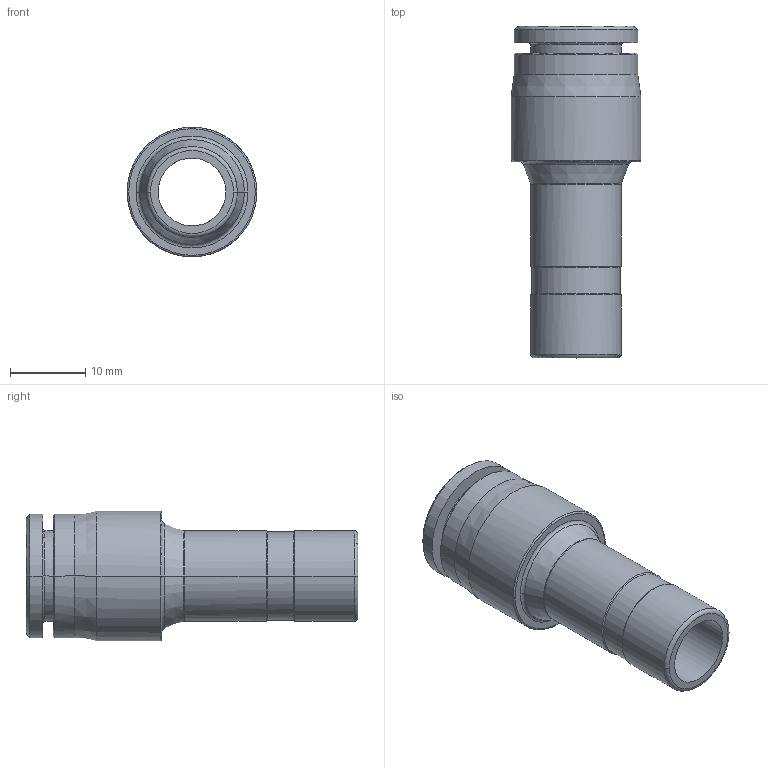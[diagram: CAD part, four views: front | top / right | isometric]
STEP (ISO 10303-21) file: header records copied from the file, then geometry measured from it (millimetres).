
FILE_DESCRIPTION(('CATIA V5 STEP Exchange'),'2;1');
FILE_NAME('PN300B-12-10.stp','2018-04-14T17:45:14+00:00',('none'),('none'),'CATIA Version 5 Release 21 GA (IN-10)','CATIA V5 STEP AP203','none');
FILE_SCHEMA(('CONFIG_CONTROL_DESIGN'));
Length unit declared in the file: millimetre
Products named in the file (1): PN300B-12-10
Bounding box: 17.2 x 44 x 17.2 mm (x, y, z)
Volume: 3689.6 mm3; surface area: 3664.9 mm2
Topology: 1 solids, 1 shells, 170 faces, 431 edges, 276 vertices
Faces by surface type: plane 118, torus 20, cylinder 18, cone 14
Entity records: 5146 total; most frequent: CARTESIAN_POINT 1079, ORIENTED_EDGE 862, DIRECTION 739, EDGE_CURVE 431, VECTOR 341, LINE 341, VERTEX_POINT 276, AXIS2_PLACEMENT_3D 237
